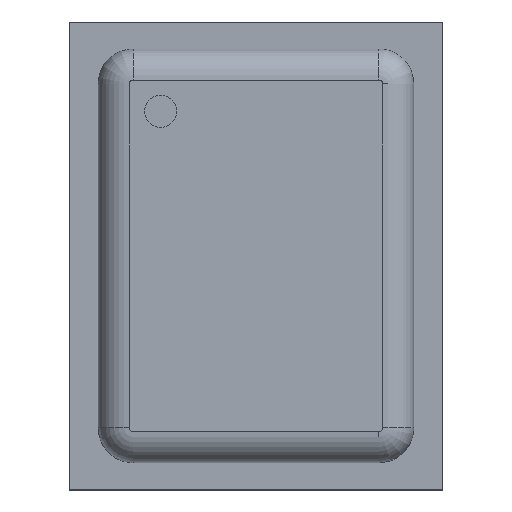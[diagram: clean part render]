
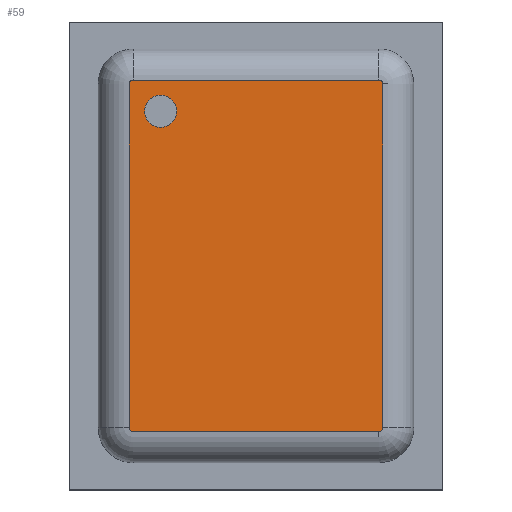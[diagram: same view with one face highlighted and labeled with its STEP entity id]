
A CAD part, top view. The second image highlights one B-rep face of the part: STEP entity #59.
In plain terms, the highlighted planar face has unit normal (0, 0, 1).
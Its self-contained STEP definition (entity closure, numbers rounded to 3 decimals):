
#39 = VERTEX_POINT('',#40);
#40 = CARTESIAN_POINT('',(-0.638,1.917,1.001));
#48 = EDGE_CURVE('',#39,#39,#49,.T.);
#49 = CIRCLE('',#50,0.129);
#50 = AXIS2_PLACEMENT_3D('',#51,#52,#53);
#51 = CARTESIAN_POINT('',(-0.767,1.917,1.001));
#52 = DIRECTION('',(0.,0.,1.));
#53 = DIRECTION('',(1.,0.,0.));
#59 = ADVANCED_FACE('',(#60,#130),#133,.T.);
#60 = FACE_BOUND('',#61,.T.);
#61 = EDGE_LOOP('',(#62,#72,#81,#89,#98,#106,#115,#123));
#62 = ORIENTED_EDGE('',*,*,#63,.F.);
#63 = EDGE_CURVE('',#64,#66,#68,.T.);
#64 = VERTEX_POINT('',#65);
#65 = CARTESIAN_POINT('',(-0.987,2.167,1.001));
#66 = VERTEX_POINT('',#67);
#67 = CARTESIAN_POINT('',(0.987,2.167,1.001));
#68 = LINE('',#69,#70);
#69 = CARTESIAN_POINT('',(-0.987,2.167,1.001));
#70 = VECTOR('',#71,1.);
#71 = DIRECTION('',(1.,0.,0.));
#72 = ORIENTED_EDGE('',*,*,#73,.F.);
#73 = EDGE_CURVE('',#74,#64,#76,.T.);
#74 = VERTEX_POINT('',#75);
#75 = CARTESIAN_POINT('',(-1.017,2.137,1.001));
#76 = CIRCLE('',#77,0.03);
#77 = AXIS2_PLACEMENT_3D('',#78,#79,#80);
#78 = CARTESIAN_POINT('',(-0.987,2.137,1.001));
#79 = DIRECTION('',(0.,0.,-1.));
#80 = DIRECTION('',(-1.,0.,0.));
#81 = ORIENTED_EDGE('',*,*,#82,.F.);
#82 = EDGE_CURVE('',#83,#74,#85,.T.);
#83 = VERTEX_POINT('',#84);
#84 = CARTESIAN_POINT('',(-1.017,-0.627,1.001));
#85 = LINE('',#86,#87);
#86 = CARTESIAN_POINT('',(-1.017,-0.627,1.001));
#87 = VECTOR('',#88,1.);
#88 = DIRECTION('',(0.,1.,0.));
#89 = ORIENTED_EDGE('',*,*,#90,.F.);
#90 = EDGE_CURVE('',#91,#83,#93,.T.);
#91 = VERTEX_POINT('',#92);
#92 = CARTESIAN_POINT('',(-0.987,-0.657,1.001));
#93 = CIRCLE('',#94,0.03);
#94 = AXIS2_PLACEMENT_3D('',#95,#96,#97);
#95 = CARTESIAN_POINT('',(-0.987,-0.627,1.001));
#96 = DIRECTION('',(0.,0.,-1.));
#97 = DIRECTION('',(0.,-1.,0.));
#98 = ORIENTED_EDGE('',*,*,#99,.F.);
#99 = EDGE_CURVE('',#100,#91,#102,.T.);
#100 = VERTEX_POINT('',#101);
#101 = CARTESIAN_POINT('',(0.987,-0.657,1.001));
#102 = LINE('',#103,#104);
#103 = CARTESIAN_POINT('',(0.987,-0.657,1.001));
#104 = VECTOR('',#105,1.);
#105 = DIRECTION('',(-1.,0.,0.));
#106 = ORIENTED_EDGE('',*,*,#107,.F.);
#107 = EDGE_CURVE('',#108,#100,#110,.T.);
#108 = VERTEX_POINT('',#109);
#109 = CARTESIAN_POINT('',(1.017,-0.627,1.001));
#110 = CIRCLE('',#111,0.03);
#111 = AXIS2_PLACEMENT_3D('',#112,#113,#114);
#112 = CARTESIAN_POINT('',(0.987,-0.627,1.001));
#113 = DIRECTION('',(0.,0.,-1.));
#114 = DIRECTION('',(1.,0.,0.));
#115 = ORIENTED_EDGE('',*,*,#116,.F.);
#116 = EDGE_CURVE('',#117,#108,#119,.T.);
#117 = VERTEX_POINT('',#118);
#118 = CARTESIAN_POINT('',(1.017,2.137,1.001));
#119 = LINE('',#120,#121);
#120 = CARTESIAN_POINT('',(1.017,2.137,1.001));
#121 = VECTOR('',#122,1.);
#122 = DIRECTION('',(0.,-1.,0.));
#123 = ORIENTED_EDGE('',*,*,#124,.F.);
#124 = EDGE_CURVE('',#66,#117,#125,.T.);
#125 = CIRCLE('',#126,0.03);
#126 = AXIS2_PLACEMENT_3D('',#127,#128,#129);
#127 = CARTESIAN_POINT('',(0.987,2.137,1.001));
#128 = DIRECTION('',(0.,0.,-1.));
#129 = DIRECTION('',(0.,1.,0.));
#130 = FACE_BOUND('',#131,.T.);
#131 = EDGE_LOOP('',(#132));
#132 = ORIENTED_EDGE('',*,*,#48,.F.);
#133 = PLANE('',#134);
#134 = AXIS2_PLACEMENT_3D('',#135,#136,#137);
#135 = CARTESIAN_POINT('',(-1.267,2.417,1.001));
#136 = DIRECTION('',(0.,0.,1.));
#137 = DIRECTION('',(1.,0.,0.));
